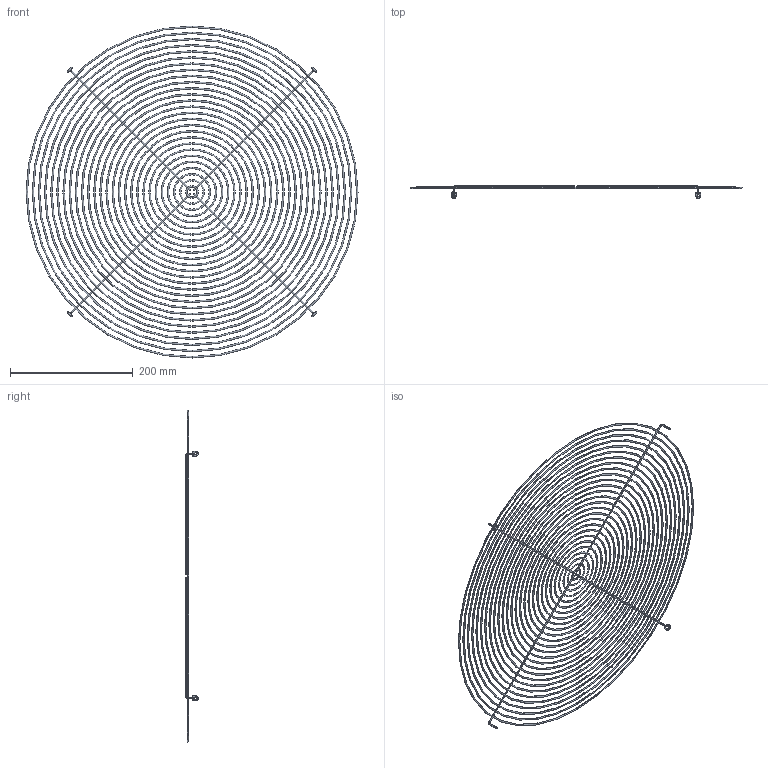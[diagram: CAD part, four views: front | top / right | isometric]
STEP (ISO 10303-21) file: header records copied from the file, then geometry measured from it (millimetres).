
FILE_DESCRIPTION (( 'STEP AP203' ), '1' );
FILE_NAME ('5RE5600.STEP', '2022-03-11T16:02:43', ( '' ), ( '' ), 'SwSTEP 2.0', 'SolidWorks 2018', '' );
FILE_SCHEMA (( 'CONFIG_CONTROL_DESIGN' ));
Length unit declared in the file: millimetre
Products named in the file (1): 5RE5600
Bounding box: 540.4 x 20.83 x 540.4 mm (x, y, z)
Volume: 112257.7 mm3; surface area: 187130 mm2
Topology: 24 solids, 24 shells, 164 faces, 396 edges, 240 vertices
Faces by surface type: torus 124, cylinder 24, bspline 8, plane 8
Entity records: 8551 total; most frequent: CARTESIAN_POINT 4433, DIRECTION 962, ORIENTED_EDGE 792, AXIS2_PLACEMENT_3D 469, EDGE_CURVE 396, CIRCLE 312, VERTEX_POINT 240, EDGE_LOOP 196
